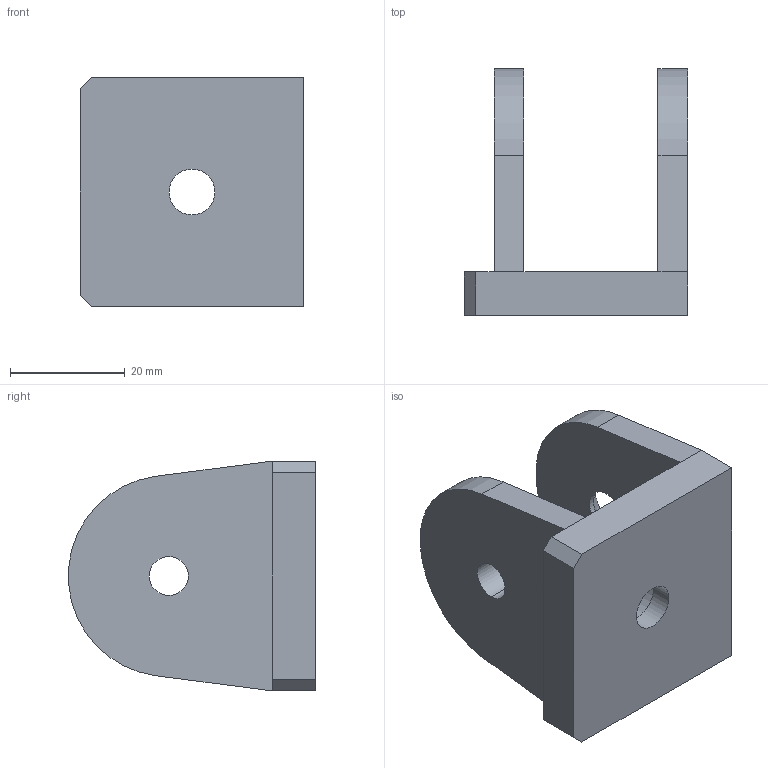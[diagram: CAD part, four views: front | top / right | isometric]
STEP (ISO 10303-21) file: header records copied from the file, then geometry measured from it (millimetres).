
FILE_DESCRIPTION (( 'STEP AP203' ), '1' );
FILE_NAME ('ALF-H40H.step', '2024-08-14T14:06:32', ( '' ), ( '' ), 'SwSTEP 2.0', 'SolidWorks 2022', '' );
FILE_SCHEMA (( 'CONFIG_CONTROL_DESIGN' ));
Length unit declared in the file: millimetre
Products named in the file (1): ALF-H40H
Bounding box: 38.9 x 42.94 x 40 mm (x, y, z)
Volume: 22201.4 mm3; surface area: 9607.1 mm2
Topology: 1 solids, 1 shells, 29 faces, 70 edges, 44 vertices
Faces by surface type: plane 17, cylinder 10, cone 2
Entity records: 931 total; most frequent: DIRECTION 152, CARTESIAN_POINT 144, ORIENTED_EDGE 140, EDGE_CURVE 70, AXIS2_PLACEMENT_3D 52, VECTOR 48, LINE 48, VERTEX_POINT 44
